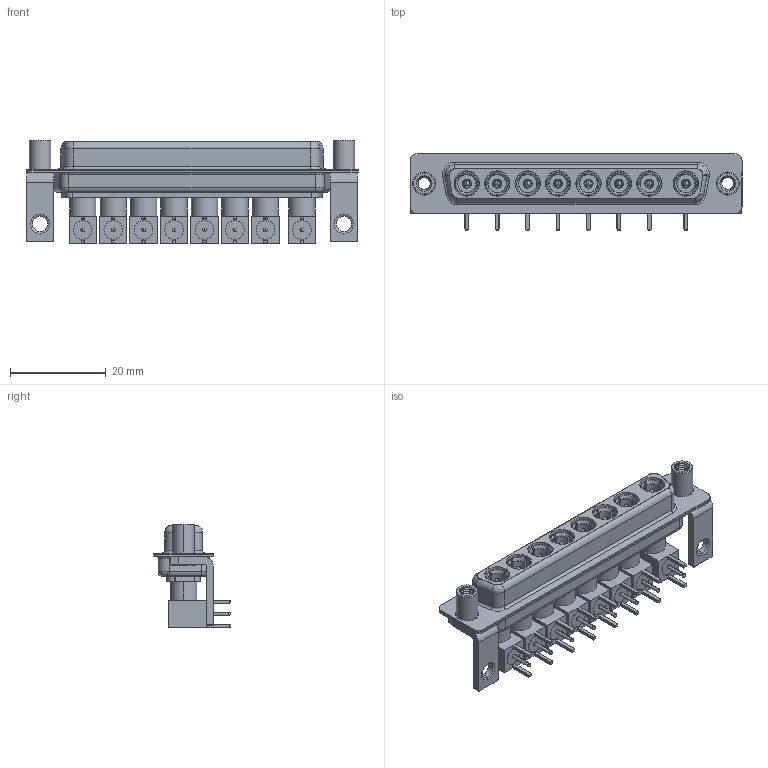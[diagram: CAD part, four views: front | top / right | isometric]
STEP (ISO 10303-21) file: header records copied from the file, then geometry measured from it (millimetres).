
FILE_DESCRIPTION (( 'STEP AP203' ), '1' );
FILE_NAME ('630-8W8-240-7N6.STEP', '2022-06-03T04:03:58', ( '' ), ( '' ), 'SwSTEP 2.0', 'SolidWorks 2020', '' );
FILE_SCHEMA (( 'CONFIG_CONTROL_DESIGN' ));
Length unit declared in the file: millimetre
Products named in the file (20): Co-Ax Plug Assy_RA; Locking Collar; Pin_RA; 630Combo Housing_8W8; Insulator Pin_Straight PC Tail; RA Back Shell; 630Combo Shell Rear_37 Contacts; 630Combo Threaded Standoff_D; Insulator RA Pin; Co-Ax Plug_RA PC Tail; 630Combo Shell Front_37 Contacts; 630-8W8-240-7N6; 630Combo Stabilizer Bracket
Assembly tree (63 placements, depth 3):
  630-8W8-240-7N6
    630Combo Housing_8W8
    630Combo Shell Front_37 Contacts
    630Combo Shell Rear_37 Contacts
    630Combo Stabilizer Bracket  x2
    630Combo Threaded Standoff_D  x2
    Co-Ax Plug Assy_RA
      Co-Ax Plug_RA PC Tail
      Insulator Pin_Straight PC Tail
      Pin_RA
      Locking Collar
      RA Back Shell
      Insulator RA Pin
    Co-Ax Plug Assy_RA
      Co-Ax Plug_RA PC Tail
      Insulator Pin_Straight PC Tail
      Pin_RA
      Locking Collar
      RA Back Shell
      Insulator RA Pin
    Co-Ax Plug Assy_RA
      Co-Ax Plug_RA PC Tail
      Insulator Pin_Straight PC Tail
      Pin_RA
      Locking Collar
      RA Back Shell
      Insulator RA Pin
    Co-Ax Plug Assy_RA
      Co-Ax Plug_RA PC Tail
      Insulator Pin_Straight PC Tail
      Pin_RA
      Locking Collar
      RA Back Shell
      Insulator RA Pin
    Co-Ax Plug Assy_RA
      Co-Ax Plug_RA PC Tail
      Insulator Pin_Straight PC Tail
      Pin_RA
      Locking Collar
      RA Back Shell
      Insulator RA Pin
    Co-Ax Plug Assy_RA
      Co-Ax Plug_RA PC Tail
      Insulator Pin_Straight PC Tail
      Pin_RA
      Locking Collar
      RA Back Shell
      Insulator RA Pin
    Co-Ax Plug Assy_RA
      Co-Ax Plug_RA PC Tail
      Insulator Pin_Straight PC Tail
      Pin_RA
      Locking Collar
      RA Back Shell
      Insulator RA Pin
    Co-Ax Plug Assy_RA
      Co-Ax Plug_RA PC Tail
      Insulator Pin_Straight PC Tail
      Pin_RA
      Locking Collar
Bounding box: 69.4 x 16 x 21.61 mm (x, y, z)
Volume: 7386.9 mm3; surface area: 18290.3 mm2
Topology: 55 solids, 55 shells, 1721 faces, 4163 edges, 2613 vertices
Faces by surface type: cylinder 729, plane 625, cone 216, torus 105, sphere 32, bspline 14
Entity records: 20727 total; most frequent: CARTESIAN_POINT 5310, DIRECTION 2744, ORIENTED_EDGE 2424, EDGE_CURVE 1212, AXIS2_PLACEMENT_3D 1110, VERTEX_POINT 769, EDGE_LOOP 573, CIRCLE 542
